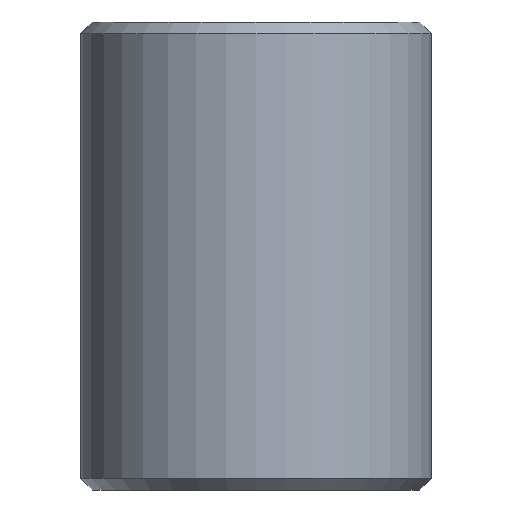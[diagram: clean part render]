
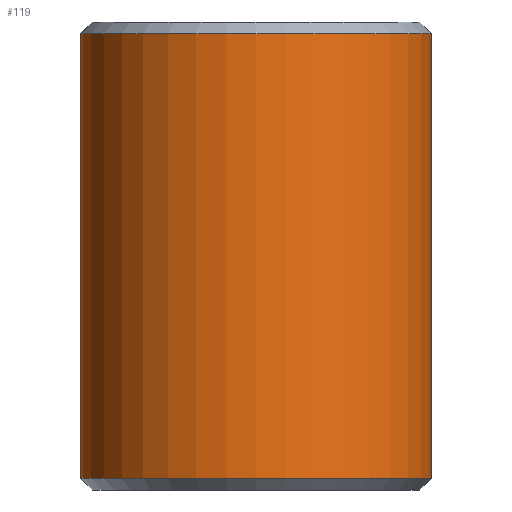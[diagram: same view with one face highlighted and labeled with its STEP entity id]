
A CAD part, front view. The second image highlights one B-rep face of the part: STEP entity #119.
In plain terms, the highlighted cylindrical face has radius 3 mm (diameter 6 mm), a full revolution.
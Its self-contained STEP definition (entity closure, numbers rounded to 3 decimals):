
#19=CYLINDRICAL_SURFACE('',#145,3.);
#27=FACE_OUTER_BOUND('',#36,.T.);
#36=EDGE_LOOP('',(#91,#92,#93,#94));
#44=LINE('',#215,#50);
#50=VECTOR('',#176,3.);
#55=CIRCLE('',#141,3.);
#58=CIRCLE('',#146,3.);
#63=VERTEX_POINT('',#204);
#66=VERTEX_POINT('',#213);
#71=EDGE_CURVE('',#63,#63,#55,.T.);
#75=EDGE_CURVE('',#66,#66,#58,.T.);
#76=EDGE_CURVE('',#66,#63,#44,.T.);
#91=ORIENTED_EDGE('',*,*,#75,.F.);
#92=ORIENTED_EDGE('',*,*,#76,.T.);
#93=ORIENTED_EDGE('',*,*,#71,.F.);
#94=ORIENTED_EDGE('',*,*,#76,.F.);
#119=ADVANCED_FACE('',(#27),#19,.T.);
#141=AXIS2_PLACEMENT_3D('',#205,#163,#164);
#145=AXIS2_PLACEMENT_3D('',#212,#172,#173);
#146=AXIS2_PLACEMENT_3D('',#214,#174,#175);
#163=DIRECTION('center_axis',(0.,0.,-1.));
#164=DIRECTION('ref_axis',(1.,0.,0.));
#172=DIRECTION('center_axis',(0.,0.,1.));
#173=DIRECTION('ref_axis',(1.,0.,0.));
#174=DIRECTION('center_axis',(0.,0.,1.));
#175=DIRECTION('ref_axis',(1.,0.,0.));
#176=DIRECTION('',(0.,0.,-1.));
#204=CARTESIAN_POINT('',(-3.,0.,0.2));
#205=CARTESIAN_POINT('Origin',(0.,0.,0.2));
#212=CARTESIAN_POINT('Origin',(0.,0.,0.));
#213=CARTESIAN_POINT('',(-3.,0.,7.8));
#214=CARTESIAN_POINT('Origin',(0.,0.,7.8));
#215=CARTESIAN_POINT('',(-3.,0.,0.));
